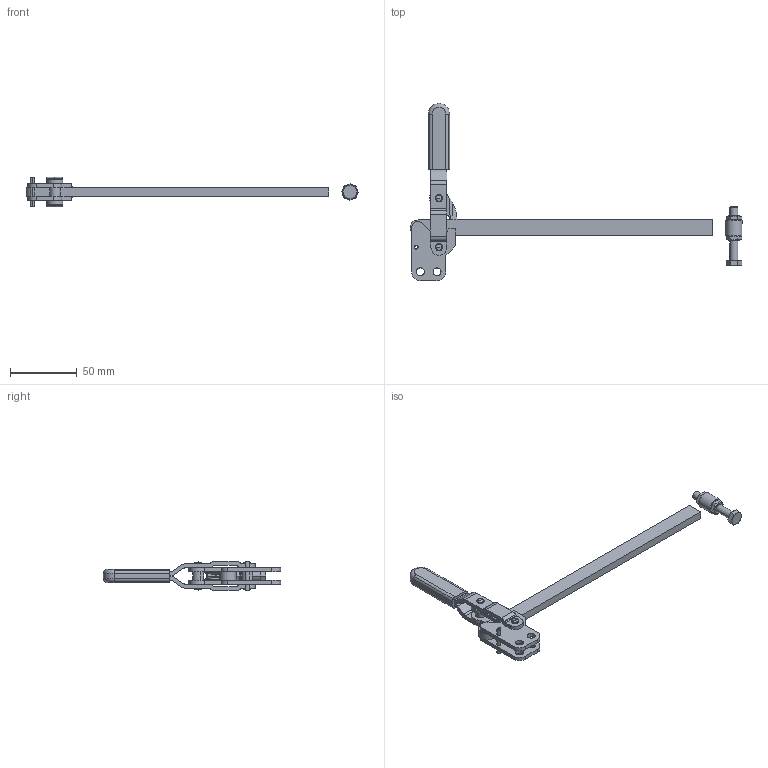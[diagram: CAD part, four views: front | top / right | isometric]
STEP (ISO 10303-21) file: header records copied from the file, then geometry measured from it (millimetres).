
FILE_DESCRIPTION((''),'2;1');
FILE_NAME('MG7-200.stp','2009-11-24T15:40:12',('David'),(''),'Autodesk Inventor 8','Autodesk Inventor 8','');
FILE_SCHEMA(('AUTOMOTIVE_DESIGN { 1 0 10303 214 1 1 1 1 }'));
Length unit declared in the file: millimetre
Products named in the file (7): MG7-200; MG7 SIDEPLATE ASSEMBLY; MG7 HANDLE ASSEMBLY; MG7 LINK ASSEMBLY; MG7 BOSS ASSEMBLY; MG7 BAR-200 V.1.1; ISO 4017  (Regular Thread) M6 x 40
Assembly tree (6 placements, depth 2):
  MG7-200
    MG7 SIDEPLATE ASSEMBLY
    MG7 HANDLE ASSEMBLY
    MG7 LINK ASSEMBLY
    MG7 BOSS ASSEMBLY
    MG7 BAR-200 V.1.1
    ISO 4017  (Regular Thread) M6 x 40
Bounding box: 248.75 x 132.8 x 22.21 mm (x, y, z)
Volume: 40423.2 mm3; surface area: 26632.6 mm2
Topology: 6 solids, 6 shells, 323 faces, 838 edges, 538 vertices
Faces by surface type: plane 113, cylinder 106, cone 42, bspline 40, torus 18, sphere 4
Entity records: 10904 total; most frequent: CARTESIAN_POINT 2738, DIRECTION 1748, ORIENTED_EDGE 1660, EDGE_CURVE 830, AXIS2_PLACEMENT_3D 670, VERTEX_POINT 538, VECTOR 408, LINE 408
